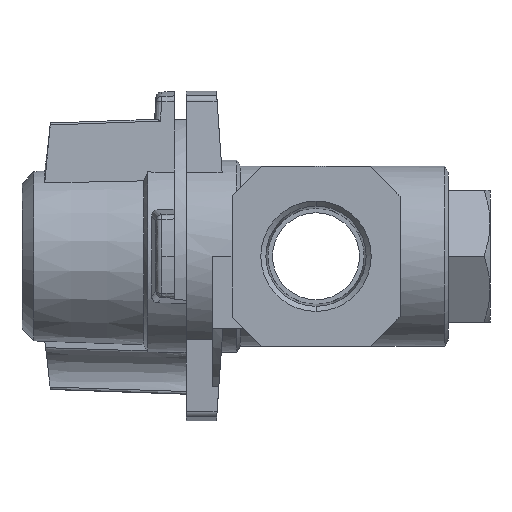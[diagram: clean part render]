
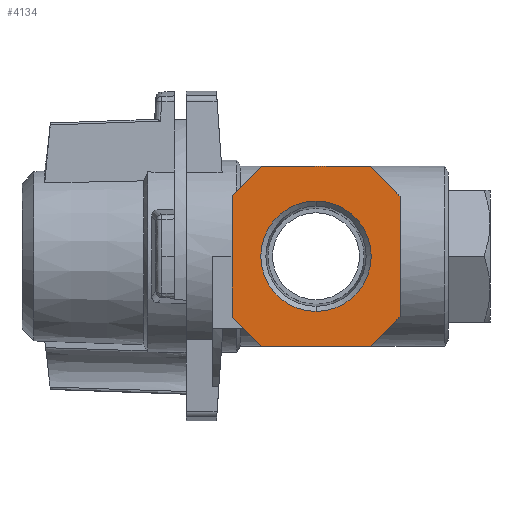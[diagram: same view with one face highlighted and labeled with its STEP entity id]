
A CAD part, left-side view. The second image highlights one B-rep face of the part: STEP entity #4134.
In plain terms, the highlighted planar face has unit normal (-1, 0, 0).
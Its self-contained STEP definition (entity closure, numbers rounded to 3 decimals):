
#346 = CARTESIAN_POINT ( 'NONE',  ( -26.5, 14., 10. ) ) ;
#347 = LINE ( 'NONE', #346, #367 ) ;
#348 = CARTESIAN_POINT ( 'NONE',  ( -26.5, 9., -15. ) ) ;
#366 = DIRECTION ( 'NONE',  ( 0., 0., 1. ) ) ;
#367 = VECTOR ( 'NONE', #366, 1000. ) ;
#369 = CARTESIAN_POINT ( 'NONE',  ( -26.5, 14., -10. ) ) ;
#392 = CARTESIAN_POINT ( 'NONE',  ( -26.5, 14., 10. ) ) ;
#543 = DIRECTION ( 'NONE',  ( 0., -0.707, 0.707 ) ) ;
#571 = DIRECTION ( 'NONE',  ( 0., 0.707, 0.707 ) ) ;
#572 = VECTOR ( 'NONE', #571, 1000. ) ;
#573 = CARTESIAN_POINT ( 'NONE',  ( -26.5, 9., -15. ) ) ;
#574 = LINE ( 'NONE', #573, #572 ) ;
#618 = DIRECTION ( 'NONE',  ( 0., 1., 0. ) ) ;
#619 = VECTOR ( 'NONE', #618, 1000. ) ;
#620 = CARTESIAN_POINT ( 'NONE',  ( -26.5, -9., -15. ) ) ;
#621 = LINE ( 'NONE', #620, #619 ) ;
#645 = CARTESIAN_POINT ( 'NONE',  ( -26.5, 9., 15. ) ) ;
#681 = LINE ( 'NONE', #690, #710 ) ;
#690 = CARTESIAN_POINT ( 'NONE',  ( -26.5, 9., 15. ) ) ;
#710 = VECTOR ( 'NONE', #543, 1000. ) ;
#756 = CARTESIAN_POINT ( 'NONE',  ( -26.5, -9., -15. ) ) ;
#767 = LINE ( 'NONE', #756, #772 ) ;
#771 = DIRECTION ( 'NONE',  ( 0., 0.707, -0.707 ) ) ;
#772 = VECTOR ( 'NONE', #771, 1000. ) ;
#796 = DIRECTION ( 'NONE',  ( 0., -1., 0. ) ) ;
#797 = VECTOR ( 'NONE', #796, 1000. ) ;
#798 = CARTESIAN_POINT ( 'NONE',  ( -26.5, -9., 15. ) ) ;
#799 = LINE ( 'NONE', #798, #797 ) ;
#806 = CARTESIAN_POINT ( 'NONE',  ( -26.5, -9., 15. ) ) ;
#823 = CARTESIAN_POINT ( 'NONE',  ( -26.5, -9., -15. ) ) ;
#848 = CARTESIAN_POINT ( 'NONE',  ( -26.5, 0., 24. ) ) ;
#850 = CARTESIAN_POINT ( 'NONE',  ( -26.5, -14., 10. ) ) ;
#851 = AXIS2_PLACEMENT_3D ( 'NONE', #848, #907, #906 ) ;
#853 = DIRECTION ( 'NONE',  ( -1., 0., 0. ) ) ;
#854 = CARTESIAN_POINT ( 'NONE',  ( -26.5, -9., 15. ) ) ;
#855 = CARTESIAN_POINT ( 'NONE',  ( -26.5, 0., 0. ) ) ;
#856 = LINE ( 'NONE', #850, #875 ) ;
#870 = PLANE ( 'NONE',  #851 ) ;
#872 = DIRECTION ( 'NONE',  ( 0., 0., 1. ) ) ;
#873 = CARTESIAN_POINT ( 'NONE',  ( -26.5, -14., 10. ) ) ;
#875 = VECTOR ( 'NONE', #891, 1000. ) ;
#876 = DIRECTION ( 'NONE',  ( 0., -0.707, -0.707 ) ) ;
#877 = VECTOR ( 'NONE', #876, 1000. ) ;
#878 = LINE ( 'NONE', #854, #877 ) ;
#881 = AXIS2_PLACEMENT_3D ( 'NONE', #855, #853, #872 ) ;
#883 = CIRCLE ( 'NONE', #881, 9.2 ) ;
#885 = CARTESIAN_POINT ( 'NONE',  ( -26.5, -14., -10. ) ) ;
#886 = FACE_OUTER_BOUND ( 'NONE', #4133, .T. ) ;
#890 = FACE_BOUND ( 'NONE', #4139, .T. ) ;
#891 = DIRECTION ( 'NONE',  ( 0., 0., -1. ) ) ;
#906 = DIRECTION ( 'NONE',  ( 0., 0., 1. ) ) ;
#907 = DIRECTION ( 'NONE',  ( -1., 0., 0. ) ) ;
#3561 = VERTEX_POINT ( 'NONE', #5574 ) ;
#3576 = VERTEX_POINT ( 'NONE', #5600 ) ;
#3577 = EDGE_CURVE ( 'NONE', #3561, #3576, #5581, .T. ) ;
#3586 = CARTESIAN_POINT ( 'NONE',  ( -26.5, 0., 0. ) ) ;
#3810 = VERTEX_POINT ( 'NONE', #392 ) ;
#3811 = VERTEX_POINT ( 'NONE', #369 ) ;
#3824 = EDGE_CURVE ( 'NONE', #3811, #3810, #347, .T. ) ;
#3833 = VERTEX_POINT ( 'NONE', #348 ) ;
#3925 = EDGE_CURVE ( 'NONE', #3833, #3811, #574, .T. ) ;
#3955 = ORIENTED_EDGE ( 'NONE', *, *, #3824, .F. ) ;
#3956 = ORIENTED_EDGE ( 'NONE', *, *, #4110, .F. ) ;
#3957 = ORIENTED_EDGE ( 'NONE', *, *, #4107, .F. ) ;
#3958 = VERTEX_POINT ( 'NONE', #645 ) ;
#3972 = ORIENTED_EDGE ( 'NONE', *, *, #4113, .F. ) ;
#3974 = EDGE_CURVE ( 'NONE', #4108, #3833, #621, .T. ) ;
#4104 = EDGE_CURVE ( 'NONE', #3958, #4109, #799, .T. ) ;
#4105 = ORIENTED_EDGE ( 'NONE', *, *, #3925, .F. ) ;
#4106 = ORIENTED_EDGE ( 'NONE', *, *, #4126, .F. ) ;
#4107 = EDGE_CURVE ( 'NONE', #4112, #4108, #767, .T. ) ;
#4108 = VERTEX_POINT ( 'NONE', #823 ) ;
#4109 = VERTEX_POINT ( 'NONE', #806 ) ;
#4110 = EDGE_CURVE ( 'NONE', #3810, #3958, #681, .T. ) ;
#4112 = VERTEX_POINT ( 'NONE', #885 ) ;
#4113 = EDGE_CURVE ( 'NONE', #3576, #3561, #883, .T. ) ;
#4125 = ORIENTED_EDGE ( 'NONE', *, *, #3974, .F. ) ;
#4126 = EDGE_CURVE ( 'NONE', #4132, #4112, #856, .T. ) ;
#4128 = ORIENTED_EDGE ( 'NONE', *, *, #4104, .F. ) ;
#4129 = EDGE_CURVE ( 'NONE', #4109, #4132, #878, .T. ) ;
#4132 = VERTEX_POINT ( 'NONE', #873 ) ;
#4133 = EDGE_LOOP ( 'NONE', ( #3956, #3955, #4105, #4125, #3957, #4106, #4138, #4128 ) ) ;
#4134 = ADVANCED_FACE ( 'NONE', ( #890, #886 ), #870, .T. ) ;
#4135 = ORIENTED_EDGE ( 'NONE', *, *, #3577, .F. ) ;
#4138 = ORIENTED_EDGE ( 'NONE', *, *, #4129, .F. ) ;
#4139 = EDGE_LOOP ( 'NONE', ( #3972, #4135 ) ) ;
#4797 = DIRECTION ( 'NONE',  ( 0., 0., 1. ) ) ;
#4832 = DIRECTION ( 'NONE',  ( -1., 0., 0. ) ) ;
#5574 = CARTESIAN_POINT ( 'NONE',  ( -26.5, 0., -9.2 ) ) ;
#5581 = CIRCLE ( 'NONE', #5593, 9.2 ) ;
#5593 = AXIS2_PLACEMENT_3D ( 'NONE', #3586, #4832, #4797 ) ;
#5600 = CARTESIAN_POINT ( 'NONE',  ( -26.5, 0., 9.2 ) ) ;
